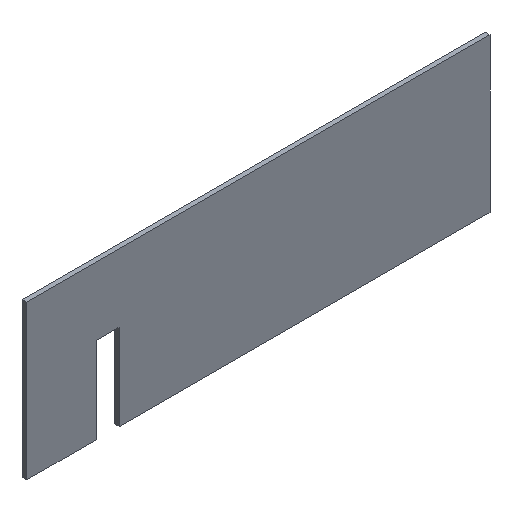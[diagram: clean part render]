
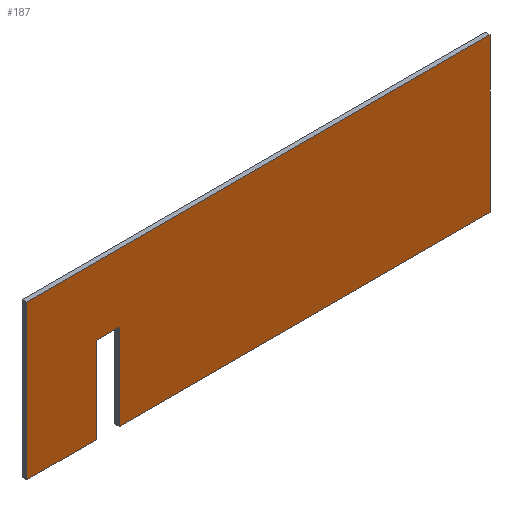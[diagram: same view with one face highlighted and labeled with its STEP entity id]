
A CAD part, isometric view. The second image highlights one B-rep face of the part: STEP entity #187.
In plain terms, the highlighted planar face has unit normal (0, -1, 0).
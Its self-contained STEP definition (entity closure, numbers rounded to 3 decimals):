
#21=FACE_OUTER_BOUND('',#31,.T.);
#31=EDGE_LOOP('',(#151,#152,#153,#154,#155,#156,#157,#158));
#35=LINE('',#265,#59);
#39=LINE('',#273,#63);
#42=LINE('',#279,#66);
#50=LINE('',#295,#74);
#53=LINE('',#300,#77);
#54=LINE('',#303,#78);
#55=LINE('',#305,#79);
#56=LINE('',#306,#80);
#59=VECTOR('',#219,10.);
#63=VECTOR('',#225,10.);
#66=VECTOR('',#230,10.);
#74=VECTOR('',#242,10.);
#77=VECTOR('',#247,10.);
#78=VECTOR('',#250,10.);
#79=VECTOR('',#251,10.);
#80=VECTOR('',#252,10.);
#83=VERTEX_POINT('',#263);
#84=VERTEX_POINT('',#264);
#87=VERTEX_POINT('',#272);
#89=VERTEX_POINT('',#278);
#95=VERTEX_POINT('',#294);
#96=VERTEX_POINT('',#298);
#97=VERTEX_POINT('',#302);
#98=VERTEX_POINT('',#304);
#99=EDGE_CURVE('',#83,#84,#35,.T.);
#103=EDGE_CURVE('',#84,#87,#39,.T.);
#106=EDGE_CURVE('',#87,#89,#42,.T.);
#114=EDGE_CURVE('',#83,#95,#50,.T.);
#117=EDGE_CURVE('',#96,#95,#53,.T.);
#118=EDGE_CURVE('',#97,#89,#54,.T.);
#119=EDGE_CURVE('',#98,#97,#55,.T.);
#120=EDGE_CURVE('',#98,#96,#56,.T.);
#151=ORIENTED_EDGE('',*,*,#106,.T.);
#152=ORIENTED_EDGE('',*,*,#118,.F.);
#153=ORIENTED_EDGE('',*,*,#119,.F.);
#154=ORIENTED_EDGE('',*,*,#120,.T.);
#155=ORIENTED_EDGE('',*,*,#117,.T.);
#156=ORIENTED_EDGE('',*,*,#114,.F.);
#157=ORIENTED_EDGE('',*,*,#99,.T.);
#158=ORIENTED_EDGE('',*,*,#103,.T.);
#177=PLANE('',#211);
#187=ADVANCED_FACE('',(#21),#177,.T.);
#211=AXIS2_PLACEMENT_3D('',#301,#248,#249);
#219=DIRECTION('',(0.,0.,1.));
#225=DIRECTION('',(1.,0.,0.));
#230=DIRECTION('',(0.,0.,-1.));
#242=DIRECTION('',(-1.,0.,0.));
#247=DIRECTION('',(0.,0.,-1.));
#248=DIRECTION('center_axis',(0.,-1.,0.));
#249=DIRECTION('ref_axis',(-1.,0.,0.));
#250=DIRECTION('',(-1.,0.,0.));
#251=DIRECTION('',(0.,0.,-1.));
#252=DIRECTION('',(-1.,0.,0.));
#263=CARTESIAN_POINT('',(83.5,697.4,0.));
#264=CARTESIAN_POINT('',(83.5,697.4,95.));
#265=CARTESIAN_POINT('',(83.5,697.4,132.5));
#272=CARTESIAN_POINT('',(108.5,697.4,95.));
#273=CARTESIAN_POINT('',(313.5,697.4,95.));
#278=CARTESIAN_POINT('',(108.5,697.4,0.));
#279=CARTESIAN_POINT('',(108.5,697.4,85.));
#294=CARTESIAN_POINT('',(6.5,697.4,0.));
#295=CARTESIAN_POINT('',(518.5,697.4,0.));
#298=CARTESIAN_POINT('',(6.5,697.4,170.));
#300=CARTESIAN_POINT('',(6.5,697.4,170.));
#301=CARTESIAN_POINT('Origin',(518.5,697.4,170.));
#302=CARTESIAN_POINT('',(518.5,697.4,0.));
#303=CARTESIAN_POINT('',(518.5,697.4,0.));
#304=CARTESIAN_POINT('',(518.5,697.4,170.));
#305=CARTESIAN_POINT('',(518.5,697.4,170.));
#306=CARTESIAN_POINT('',(518.5,697.4,170.));
